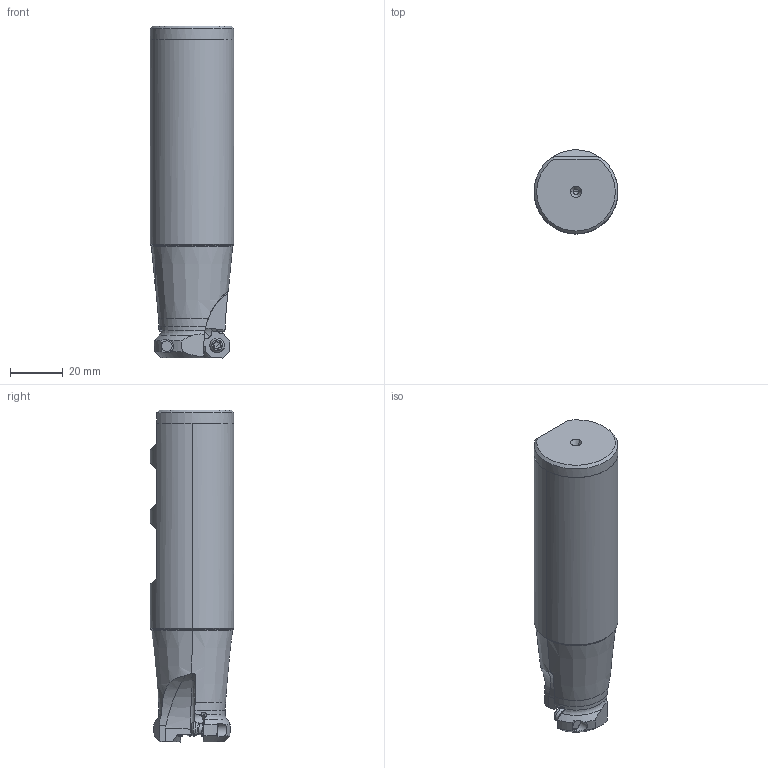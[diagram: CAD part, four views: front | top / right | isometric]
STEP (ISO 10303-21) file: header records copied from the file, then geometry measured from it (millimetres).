
FILE_DESCRIPTION(/* description */ (''),/* implementation_level */ '2;1');
FILE_NAME(/* name */ 'BRP6UPR202W20.stp',/* time_stamp */ '2017-10-10T12:57:52+09:00',/* author */ (''),/* organization */ (''),/* preprocessor_version */ 'ST-DEVELOPER v16',/* originating_system */ 'SIEMENS PLM Software NX 10.0',/* authorisation */ '');
FILE_SCHEMA (('AUTOMOTIVE_DESIGN { 1 0 10303 214 3 1 1 1 }'));
Length unit declared in the file: millimetre
Products named in the file (1): BRP6UPR202W20_ASM
Bounding box: 31.75 x 31.75 x 125.51 mm (x, y, z)
Volume: 84923.8 mm3; surface area: 13920.2 mm2
Topology: 3 solids, 3 shells, 184 faces, 547 edges, 366 vertices
Faces by surface type: cylinder 69, cone 45, plane 42, torus 24, sphere 4
Entity records: 7804 total; most frequent: CARTESIAN_POINT 2820, ORIENTED_EDGE 1074, DIRECTION 1021, EDGE_CURVE 537, AXIS2_PLACEMENT_3D 443, VERTEX_POINT 366, CIRCLE 215, EDGE_LOOP 195
